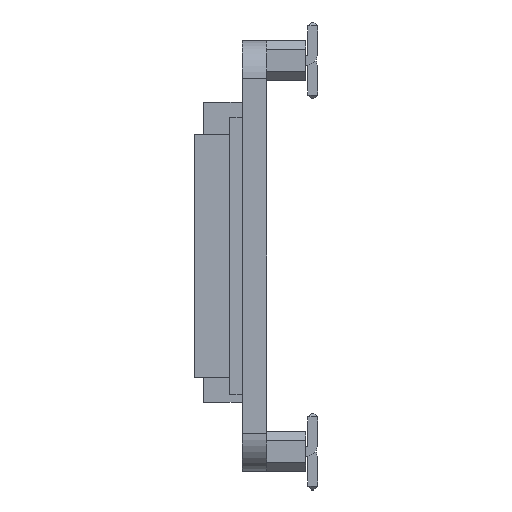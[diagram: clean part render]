
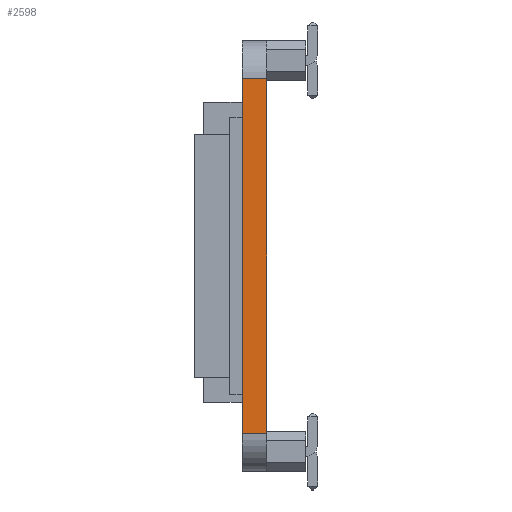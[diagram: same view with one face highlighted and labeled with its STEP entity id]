
A CAD part, left-side view. The second image highlights one B-rep face of the part: STEP entity #2598.
In plain terms, the highlighted planar face has unit normal (-1, 0, 0).
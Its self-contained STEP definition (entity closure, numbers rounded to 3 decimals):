
#167=PLANE('',#2823);
#271=FACE_OUTER_BOUND('',#427,.T.);
#427=EDGE_LOOP('',(#1869,#1870,#1871,#1872));
#587=LINE('',#3754,#883);
#590=LINE('',#3813,#886);
#591=LINE('',#3816,#887);
#592=LINE('',#3817,#888);
#883=VECTOR('',#3025,10.);
#886=VECTOR('',#3084,10.);
#887=VECTOR('',#3087,10.);
#888=VECTOR('',#3088,10.);
#1240=VERTEX_POINT('',#3751);
#1241=VERTEX_POINT('',#3753);
#1269=VERTEX_POINT('',#3811);
#1270=VERTEX_POINT('',#3815);
#1478=EDGE_CURVE('',#1240,#1241,#587,.T.);
#1508=EDGE_CURVE('',#1269,#1240,#590,.T.);
#1509=EDGE_CURVE('',#1269,#1270,#591,.T.);
#1510=EDGE_CURVE('',#1241,#1270,#592,.T.);
#1869=ORIENTED_EDGE('',*,*,#1508,.F.);
#1870=ORIENTED_EDGE('',*,*,#1509,.T.);
#1871=ORIENTED_EDGE('',*,*,#1510,.F.);
#1872=ORIENTED_EDGE('',*,*,#1478,.F.);
#2598=ADVANCED_FACE('',(#271),#167,.T.);
#2823=AXIS2_PLACEMENT_3D('',#3814,#3085,#3086);
#3025=DIRECTION('',(0.,0.,1.));
#3084=DIRECTION('',(0.,1.,0.));
#3085=DIRECTION('center_axis',(-1.,0.,0.));
#3086=DIRECTION('ref_axis',(0.,0.,1.));
#3087=DIRECTION('',(0.,0.,1.));
#3088=DIRECTION('',(0.,-1.,0.));
#3751=CARTESIAN_POINT('',(-29.,1.6,-11.5));
#3753=CARTESIAN_POINT('',(-29.,1.6,11.5));
#3754=CARTESIAN_POINT('',(-29.,1.6,-14.));
#3811=CARTESIAN_POINT('',(-29.,0.,-11.5));
#3813=CARTESIAN_POINT('',(-29.,0.,-11.5));
#3814=CARTESIAN_POINT('Origin',(-29.,0.,-14.));
#3815=CARTESIAN_POINT('',(-29.,0.,11.5));
#3816=CARTESIAN_POINT('',(-29.,0.,-14.));
#3817=CARTESIAN_POINT('',(-29.,0.,11.5));
